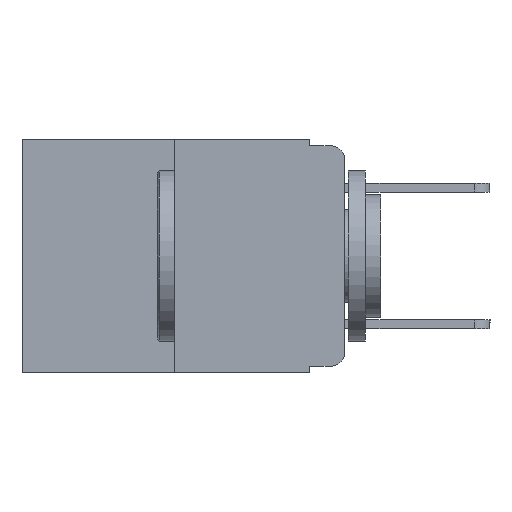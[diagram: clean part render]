
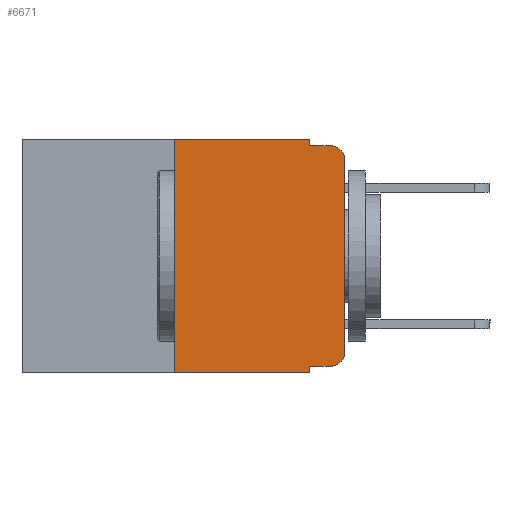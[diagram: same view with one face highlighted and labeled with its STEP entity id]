
A CAD part, left-side view. The second image highlights one B-rep face of the part: STEP entity #6671.
In plain terms, the highlighted planar face has unit normal (-1, 0, 0).
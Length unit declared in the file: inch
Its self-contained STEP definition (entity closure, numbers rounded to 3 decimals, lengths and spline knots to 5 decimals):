
#521 = EDGE_CURVE ( 'NONE', #4449, #7386, #7233, .T. ) ;
#894 = DIRECTION ( 'NONE',  ( 0., -1., 0. ) ) ;
#896 = VERTEX_POINT ( 'NONE', #9834 ) ;
#1038 = CARTESIAN_POINT ( 'NONE',  ( 0., 0.25, -0.343 ) ) ;
#1187 = ORIENTED_EDGE ( 'NONE', *, *, #1715, .F. ) ;
#1623 = PLANE ( 'NONE',  #9181 ) ;
#1715 = EDGE_CURVE ( 'NONE', #7216, #1979, #7662, .T. ) ;
#1716 = DIRECTION ( 'NONE',  ( 0., -1., 0. ) ) ;
#1722 = LINE ( 'NONE', #6556, #8593 ) ;
#1864 = ORIENTED_EDGE ( 'NONE', *, *, #8767, .F. ) ;
#1879 = DIRECTION ( 'NONE',  ( -1., 0., 0. ) ) ;
#1890 = CARTESIAN_POINT ( 'NONE',  ( 0., 0.02, -0.313 ) ) ;
#1920 = DIRECTION ( 'NONE',  ( 0., 0., -1. ) ) ;
#1979 = VERTEX_POINT ( 'NONE', #3420 ) ;
#2004 = DIRECTION ( 'NONE',  ( 0., 0., -1. ) ) ;
#2069 = DIRECTION ( 'NONE',  ( -1., 0., 0. ) ) ;
#2098 = LINE ( 'NONE', #5693, #3944 ) ;
#2145 = VECTOR ( 'NONE', #2700, 39.37008 ) ;
#2184 = CARTESIAN_POINT ( 'NONE',  ( 0., 0., -0.313 ) ) ;
#2207 = CARTESIAN_POINT ( 'NONE',  ( 0., 0.051, -0.333 ) ) ;
#2561 = ORIENTED_EDGE ( 'NONE', *, *, #12049, .F. ) ;
#2596 = ORIENTED_EDGE ( 'NONE', *, *, #3967, .T. ) ;
#2700 = DIRECTION ( 'NONE',  ( 0., -1., 0. ) ) ;
#2764 = VECTOR ( 'NONE', #11741, 39.37008 ) ;
#2828 = DIRECTION ( 'NONE',  ( 0., 0., -1. ) ) ;
#3138 = VECTOR ( 'NONE', #1716, 39.37008 ) ;
#3420 = CARTESIAN_POINT ( 'NONE',  ( 0., 0.051, -0.01 ) ) ;
#3507 = FACE_OUTER_BOUND ( 'NONE', #4214, .T. ) ;
#3669 = LINE ( 'NONE', #10082, #3138 ) ;
#3728 = CARTESIAN_POINT ( 'NONE',  ( 0., 0.473, -0.343 ) ) ;
#3886 = CARTESIAN_POINT ( 'NONE',  ( 0., 0.051, 0. ) ) ;
#3944 = VECTOR ( 'NONE', #1920, 39.37008 ) ;
#3967 = EDGE_CURVE ( 'NONE', #7386, #10062, #7489, .T. ) ;
#3986 = CARTESIAN_POINT ( 'NONE',  ( 0., 0.051, 0. ) ) ;
#4214 = EDGE_LOOP ( 'NONE', ( #12276, #11647, #1864, #1187, #6118, #2561, #12026, #7685, #6381, #2596 ) ) ;
#4228 = CARTESIAN_POINT ( 'NONE',  ( 0., 0.02, -0.333 ) ) ;
#4360 = VERTEX_POINT ( 'NONE', #1038 ) ;
#4449 = VERTEX_POINT ( 'NONE', #6823 ) ;
#4616 = VERTEX_POINT ( 'NONE', #10947 ) ;
#5625 = DIRECTION ( 'NONE',  ( 0., 0., 1. ) ) ;
#5693 = CARTESIAN_POINT ( 'NONE',  ( 0., 0.051, 0. ) ) ;
#6118 = ORIENTED_EDGE ( 'NONE', *, *, #9279, .F. ) ;
#6352 = LINE ( 'NONE', #7487, #2145 ) ;
#6381 = ORIENTED_EDGE ( 'NONE', *, *, #521, .T. ) ;
#6556 = CARTESIAN_POINT ( 'NONE',  ( 0., 0., 0. ) ) ;
#6577 = DIRECTION ( 'NONE',  ( 1., 0., 0. ) ) ;
#6589 = AXIS2_PLACEMENT_3D ( 'NONE', #7766, #1879, #2004 ) ;
#6671 = ADVANCED_FACE ( 'NONE', ( #3507 ), #1623, .F. ) ;
#6823 = CARTESIAN_POINT ( 'NONE',  ( 0., 0.051, -0.333 ) ) ;
#7029 = VERTEX_POINT ( 'NONE', #10891 ) ;
#7154 = EDGE_CURVE ( 'NONE', #4449, #896, #2098, .T. ) ;
#7216 = VERTEX_POINT ( 'NONE', #3986 ) ;
#7233 = LINE ( 'NONE', #2207, #2764 ) ;
#7386 = VERTEX_POINT ( 'NONE', #4228 ) ;
#7487 = CARTESIAN_POINT ( 'NONE',  ( 0., 0.473, 0. ) ) ;
#7489 = CIRCLE ( 'NONE', #11427, 0.02 ) ;
#7662 = LINE ( 'NONE', #3886, #8196 ) ;
#7685 = ORIENTED_EDGE ( 'NONE', *, *, #7154, .F. ) ;
#7766 = CARTESIAN_POINT ( 'NONE',  ( 0., 0.02, -0.03 ) ) ;
#7967 = VECTOR ( 'NONE', #894, 39.37008 ) ;
#8196 = VECTOR ( 'NONE', #11242, 39.37008 ) ;
#8203 = VERTEX_POINT ( 'NONE', #10670 ) ;
#8503 = CARTESIAN_POINT ( 'NONE',  ( 0., 0.473, 0. ) ) ;
#8593 = VECTOR ( 'NONE', #5625, 39.37008 ) ;
#8767 = EDGE_CURVE ( 'NONE', #1979, #4616, #3669, .T. ) ;
#9181 = AXIS2_PLACEMENT_3D ( 'NONE', #8503, #6577, #10352 ) ;
#9279 = EDGE_CURVE ( 'NONE', #8203, #7216, #6352, .T. ) ;
#9339 = LINE ( 'NONE', #9520, #12169 ) ;
#9520 = CARTESIAN_POINT ( 'NONE',  ( 0., 0.25, 0. ) ) ;
#9834 = CARTESIAN_POINT ( 'NONE',  ( 0., 0.051, -0.343 ) ) ;
#10062 = VERTEX_POINT ( 'NONE', #2184 ) ;
#10082 = CARTESIAN_POINT ( 'NONE',  ( 0., 0.051, -0.01 ) ) ;
#10351 = EDGE_CURVE ( 'NONE', #4360, #896, #12272, .T. ) ;
#10352 = DIRECTION ( 'NONE',  ( 0., 0., -1. ) ) ;
#10670 = CARTESIAN_POINT ( 'NONE',  ( 0., 0.25, 0. ) ) ;
#10782 = EDGE_CURVE ( 'NONE', #7029, #4616, #11935, .T. ) ;
#10891 = CARTESIAN_POINT ( 'NONE',  ( 0., 0., -0.03 ) ) ;
#10947 = CARTESIAN_POINT ( 'NONE',  ( 0., 0.02, -0.01 ) ) ;
#11242 = DIRECTION ( 'NONE',  ( 0., 0., -1. ) ) ;
#11380 = DIRECTION ( 'NONE',  ( 0., 0., 1. ) ) ;
#11427 = AXIS2_PLACEMENT_3D ( 'NONE', #1890, #2069, #2828 ) ;
#11612 = EDGE_CURVE ( 'NONE', #10062, #7029, #1722, .T. ) ;
#11647 = ORIENTED_EDGE ( 'NONE', *, *, #10782, .T. ) ;
#11741 = DIRECTION ( 'NONE',  ( 0., -1., 0. ) ) ;
#11935 = CIRCLE ( 'NONE', #6589, 0.02 ) ;
#12026 = ORIENTED_EDGE ( 'NONE', *, *, #10351, .T. ) ;
#12049 = EDGE_CURVE ( 'NONE', #4360, #8203, #9339, .T. ) ;
#12169 = VECTOR ( 'NONE', #11380, 39.37008 ) ;
#12272 = LINE ( 'NONE', #3728, #7967 ) ;
#12276 = ORIENTED_EDGE ( 'NONE', *, *, #11612, .T. ) ;
